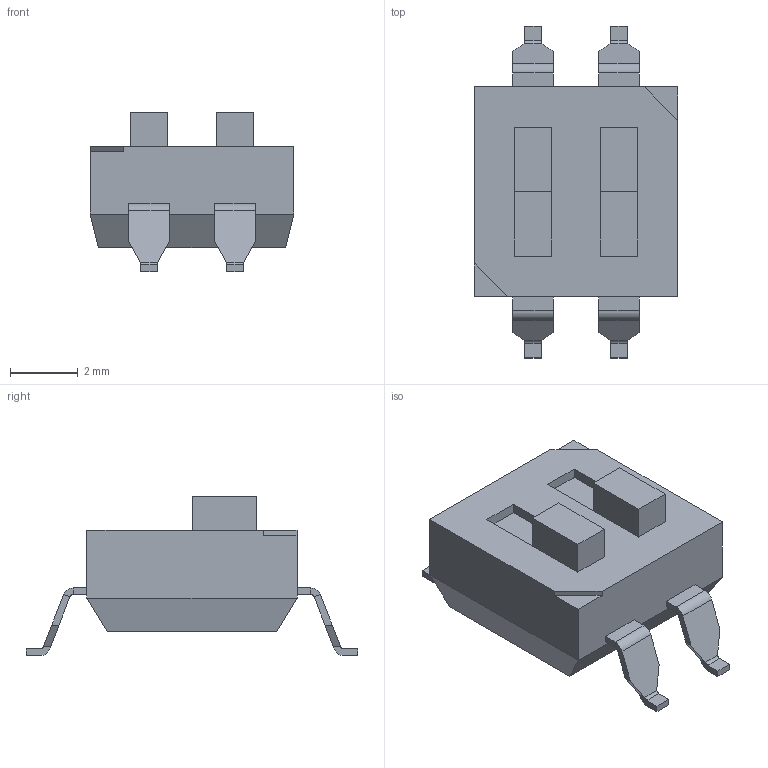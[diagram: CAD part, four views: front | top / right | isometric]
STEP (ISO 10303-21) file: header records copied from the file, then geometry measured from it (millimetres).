
FILE_DESCRIPTION(('FreeCAD Model'),'2;1');
FILE_NAME('MCDM(R)-02-T.step','2020-04-16T06:44:54',('Author'),(''), 'Open CASCADE STEP processor 7.4','FreeCAD','Unknown');
FILE_SCHEMA(('AUTOMOTIVE_DESIGN { 1 0 10303 214 1 1 1 1 }'));
Length unit declared in the file: millimetre
Products named in the file (6): MCDM(R)-02-T; Body; Array; Pin; Array001; Switch
Assembly tree (7 placements, depth 3):
  MCDM(R)-02-T
    Body
    Array
      Pin  x2
    Array001
      Switch  x2
Bounding box: 6.02 x 9.8 x 4.7 mm (x, y, z)
Volume: 115 mm3; surface area: 302 mm2
Topology: 5 solids, 5 shells, 144 faces, 336 edges, 204 vertices
Faces by surface type: plane 124, cylinder 16, bspline 4
Entity records: 2594 total; most frequent: CARTESIAN_POINT 448, ORIENTED_EDGE 416, DIRECTION 404, EDGE_CURVE 208, LINE 188, VECTOR 188, VERTEX_POINT 128, AXIS2_PLACEMENT_3D 108
